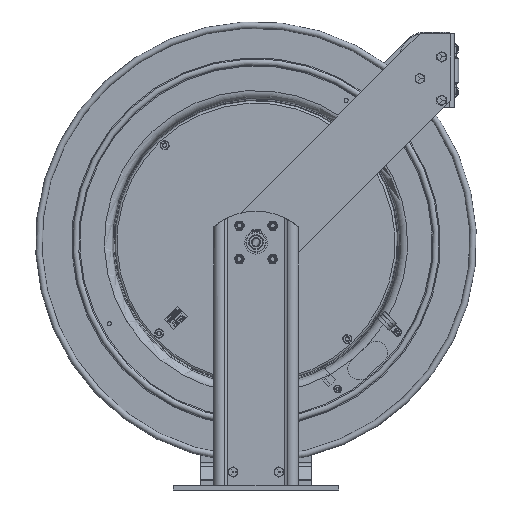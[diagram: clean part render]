
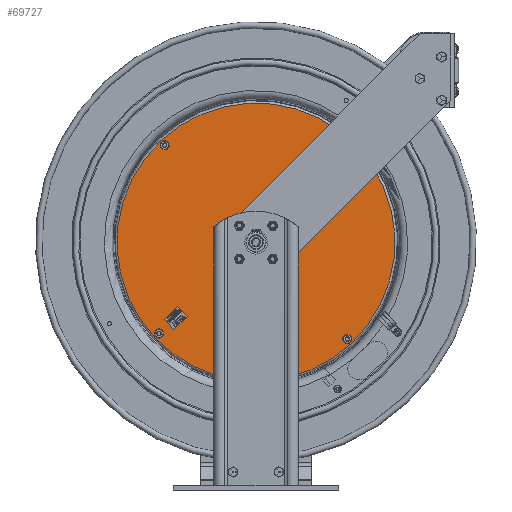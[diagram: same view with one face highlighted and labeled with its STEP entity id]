
A CAD part, front view. The second image highlights one B-rep face of the part: STEP entity #69727.
In plain terms, the highlighted planar face has unit normal (0, -1, 0).
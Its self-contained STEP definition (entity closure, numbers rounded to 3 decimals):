
#4283=FACE_BOUND('',#7853,.T.);
#4284=FACE_BOUND('',#7854,.T.);
#4285=FACE_BOUND('',#7855,.T.);
#4286=FACE_BOUND('',#7856,.T.);
#4287=FACE_BOUND('',#7857,.T.);
#5108=FACE_OUTER_BOUND('',#7852,.T.);
#7852=EDGE_LOOP('',(#50445,#50446));
#7853=EDGE_LOOP('',(#50447));
#7854=EDGE_LOOP('',(#50448));
#7855=EDGE_LOOP('',(#50449));
#7856=EDGE_LOOP('',(#50450));
#7857=EDGE_LOOP('',(#50451));
#11161=CIRCLE('',#73455,7.565);
#11162=CIRCLE('',#73456,7.565);
#11163=CIRCLE('',#73457,0.655);
#11164=CIRCLE('',#73458,0.141);
#11165=CIRCLE('',#73459,0.141);
#11166=CIRCLE('',#73460,0.141);
#11167=CIRCLE('',#73461,0.141);
#27615=VERTEX_POINT('',#98228);
#27616=VERTEX_POINT('',#98229);
#27617=VERTEX_POINT('',#98232);
#27618=VERTEX_POINT('',#98234);
#27619=VERTEX_POINT('',#98236);
#27620=VERTEX_POINT('',#98238);
#27621=VERTEX_POINT('',#98240);
#37403=EDGE_CURVE('',#27615,#27616,#11161,.T.);
#37404=EDGE_CURVE('',#27616,#27615,#11162,.T.);
#37405=EDGE_CURVE('',#27617,#27617,#11163,.T.);
#37406=EDGE_CURVE('',#27618,#27618,#11164,.T.);
#37407=EDGE_CURVE('',#27619,#27619,#11165,.T.);
#37408=EDGE_CURVE('',#27620,#27620,#11166,.T.);
#37409=EDGE_CURVE('',#27621,#27621,#11167,.T.);
#50445=ORIENTED_EDGE('',*,*,#37403,.F.);
#50446=ORIENTED_EDGE('',*,*,#37404,.F.);
#50447=ORIENTED_EDGE('',*,*,#37405,.T.);
#50448=ORIENTED_EDGE('',*,*,#37406,.T.);
#50449=ORIENTED_EDGE('',*,*,#37407,.T.);
#50450=ORIENTED_EDGE('',*,*,#37408,.T.);
#50451=ORIENTED_EDGE('',*,*,#37409,.T.);
#65505=PLANE('',#73454);
#69727=ADVANCED_FACE('',(#5108,#4283,#4284,#4285,#4286,#4287),#65505,.T.);
#73454=AXIS2_PLACEMENT_3D('',#98227,#80313,#80314);
#73455=AXIS2_PLACEMENT_3D('',#98230,#80315,#80316);
#73456=AXIS2_PLACEMENT_3D('',#98231,#80317,#80318);
#73457=AXIS2_PLACEMENT_3D('',#98233,#80319,#80320);
#73458=AXIS2_PLACEMENT_3D('',#98235,#80321,#80322);
#73459=AXIS2_PLACEMENT_3D('',#98237,#80323,#80324);
#73460=AXIS2_PLACEMENT_3D('',#98239,#80325,#80326);
#73461=AXIS2_PLACEMENT_3D('',#98241,#80327,#80328);
#80313=DIRECTION('center_axis',(0.,-1.,0.));
#80314=DIRECTION('ref_axis',(0.686,0.,-0.728));
#80315=DIRECTION('center_axis',(0.,1.,0.));
#80316=DIRECTION('ref_axis',(0.728,0.,0.686));
#80317=DIRECTION('center_axis',(0.,1.,0.));
#80318=DIRECTION('ref_axis',(0.728,0.,0.686));
#80319=DIRECTION('center_axis',(0.,1.,0.));
#80320=DIRECTION('ref_axis',(-0.728,0.,-0.686));
#80321=DIRECTION('center_axis',(0.,1.,0.));
#80322=DIRECTION('ref_axis',(0.728,0.,0.686));
#80323=DIRECTION('center_axis',(0.,1.,0.));
#80324=DIRECTION('ref_axis',(0.728,0.,0.686));
#80325=DIRECTION('center_axis',(0.,1.,0.));
#80326=DIRECTION('ref_axis',(0.728,0.,0.686));
#80327=DIRECTION('center_axis',(0.,1.,0.));
#80328=DIRECTION('ref_axis',(0.728,0.,0.686));
#98227=CARTESIAN_POINT('Origin',(2.753,-1.43,16.084));
#98228=CARTESIAN_POINT('',(5.505,-1.43,18.679));
#98229=CARTESIAN_POINT('',(5.188,-1.43,7.985));
#98230=CARTESIAN_POINT('Origin',(0.,-1.43,13.49));
#98231=CARTESIAN_POINT('Origin',(0.,-1.43,13.49));
#98232=CARTESIAN_POINT('',(0.477,-1.43,13.939));
#98233=CARTESIAN_POINT('Origin',(0.,-1.43,13.49));
#98234=CARTESIAN_POINT('',(5.075,-1.43,8.31));
#98235=CARTESIAN_POINT('Origin',(4.973,-1.43,8.214));
#98236=CARTESIAN_POINT('',(-4.87,-1.43,18.862));
#98237=CARTESIAN_POINT('Origin',(-4.973,-1.43,18.766));
#98238=CARTESIAN_POINT('',(-5.174,-1.43,8.614));
#98239=CARTESIAN_POINT('Origin',(-5.276,-1.43,8.517));
#98240=CARTESIAN_POINT('',(5.378,-1.43,18.559));
#98241=CARTESIAN_POINT('Origin',(5.276,-1.43,18.463));
